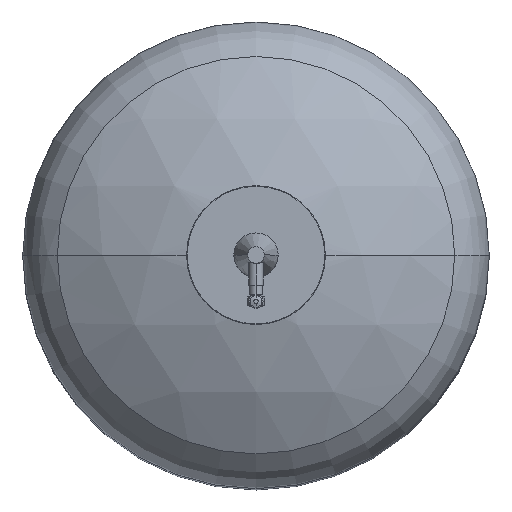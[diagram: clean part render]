
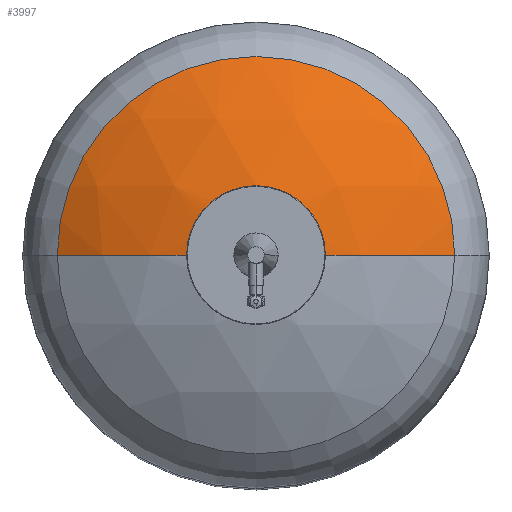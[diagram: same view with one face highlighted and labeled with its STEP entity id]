
A CAD part, top view. The second image highlights one B-rep face of the part: STEP entity #3997.
In plain terms, the highlighted spherical face has radius 635 mm.
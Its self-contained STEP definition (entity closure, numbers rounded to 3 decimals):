
#537 = CARTESIAN_POINT ( 'NONE',  ( 0., 0., 1339. ) ) ;
#613 = CARTESIAN_POINT ( 'NONE',  ( -336.376, 0., 1877.587 ) ) ;
#1046 = AXIS2_PLACEMENT_3D ( 'NONE', #537, #1293, #7411 ) ;
#1175 = ORIENTED_EDGE ( 'NONE', *, *, #7375, .F. ) ;
#1293 = DIRECTION ( 'NONE',  ( 0., 1., 0. ) ) ;
#1323 = DIRECTION ( 'NONE',  ( -1., 0., 0. ) ) ;
#1329 = EDGE_CURVE ( 'NONE', #3321, #7859, #2222, .T. ) ;
#1476 = CARTESIAN_POINT ( 'NONE',  ( 0., 0., 1967.004 ) ) ;
#2189 = CARTESIAN_POINT ( 'NONE',  ( 336.376, 0., 1877.587 ) ) ;
#2222 = CIRCLE ( 'NONE', #7241, 336.376 ) ;
#2478 = DIRECTION ( 'NONE',  ( 1., 0., 0. ) ) ;
#2630 = DIRECTION ( 'NONE',  ( 0., 1., 0. ) ) ;
#2687 = CARTESIAN_POINT ( 'NONE',  ( 0., 0., 1339. ) ) ;
#3019 = DIRECTION ( 'NONE',  ( 0., 0., -1. ) ) ;
#3165 = ORIENTED_EDGE ( 'NONE', *, *, #3870, .T. ) ;
#3201 = AXIS2_PLACEMENT_3D ( 'NONE', #1476, #6380, #6244 ) ;
#3321 = VERTEX_POINT ( 'NONE', #613 ) ;
#3327 = EDGE_CURVE ( 'NONE', #3321, #5650, #4783, .T. ) ;
#3674 = ORIENTED_EDGE ( 'NONE', *, *, #3327, .T. ) ;
#3684 = CIRCLE ( 'NONE', #8712, 635. ) ;
#3870 = EDGE_CURVE ( 'NONE', #5650, #8031, #7088, .T. ) ;
#3997 = ADVANCED_FACE ( 'NONE', ( #6159 ), #5398, .T. ) ;
#4144 = CARTESIAN_POINT ( 'NONE',  ( 94., 0., 1967.004 ) ) ;
#4325 = DIRECTION ( 'NONE',  ( 0., -1., 0. ) ) ;
#4677 = EDGE_LOOP ( 'NONE', ( #8055, #3674, #3165, #1175 ) ) ;
#4783 = CIRCLE ( 'NONE', #8664, 635. ) ;
#5398 = SPHERICAL_SURFACE ( 'NONE', #1046, 635. ) ;
#5650 = VERTEX_POINT ( 'NONE', #8007 ) ;
#5900 = CARTESIAN_POINT ( 'NONE',  ( 0., 0., 1877.587 ) ) ;
#6159 = FACE_OUTER_BOUND ( 'NONE', #4677, .T. ) ;
#6244 = DIRECTION ( 'NONE',  ( 1., 0., 0. ) ) ;
#6380 = DIRECTION ( 'NONE',  ( 0., 0., -1. ) ) ;
#7055 = DIRECTION ( 'NONE',  ( 0., 0., -1. ) ) ;
#7088 = CIRCLE ( 'NONE', #3201, 94. ) ;
#7241 = AXIS2_PLACEMENT_3D ( 'NONE', #5900, #3019, #2478 ) ;
#7375 = EDGE_CURVE ( 'NONE', #7859, #8031, #3684, .T. ) ;
#7411 = DIRECTION ( 'NONE',  ( 1., 0., 0. ) ) ;
#7744 = CARTESIAN_POINT ( 'NONE',  ( 0., 0., 1339. ) ) ;
#7859 = VERTEX_POINT ( 'NONE', #2189 ) ;
#8007 = CARTESIAN_POINT ( 'NONE',  ( -94., 0., 1967.004 ) ) ;
#8031 = VERTEX_POINT ( 'NONE', #4144 ) ;
#8055 = ORIENTED_EDGE ( 'NONE', *, *, #1329, .F. ) ;
#8664 = AXIS2_PLACEMENT_3D ( 'NONE', #2687, #2630, #1323 ) ;
#8712 = AXIS2_PLACEMENT_3D ( 'NONE', #7744, #4325, #7055 ) ;
